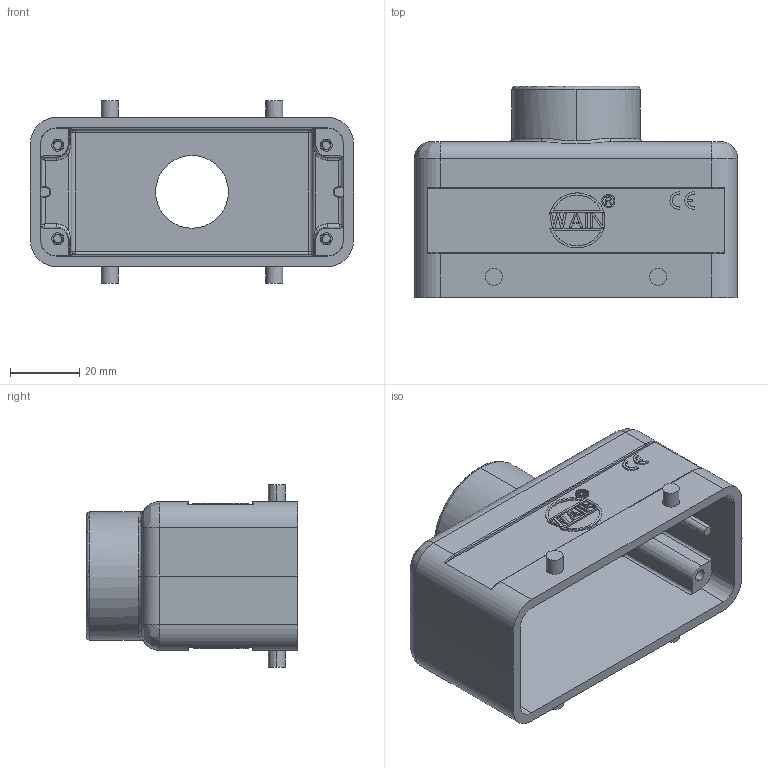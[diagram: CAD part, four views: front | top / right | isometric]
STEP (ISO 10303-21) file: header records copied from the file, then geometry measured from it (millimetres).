
FILE_DESCRIPTION((''),'2;1');
FILE_NAME('S_H16B-MTE-0B-M25_','2024-04-02T',('13449'),(''),'PRO/ENGINEER BY PARAMETRIC TECHNOLOGY CORPORATION, 2012480','PRO/ENGINEER BY PARAMETRIC TECHNOLOGY CORPORATION, 2012480','');
FILE_SCHEMA(('CONFIG_CONTROL_DESIGN'));
Length unit declared in the file: millimetre
Products named in the file (1): S_H16B-MTE-0B-M25_
Bounding box: 93.5 x 61 x 52.8 mm (x, y, z)
Volume: 59200.6 mm3; surface area: 32716 mm2
Topology: 1 solids, 1 shells, 384 faces, 966 edges, 618 vertices
Faces by surface type: plane 229, cylinder 63, cone 34, torus 22, bspline 22, extrusion 8, sphere 6
Entity records: 12673 total; most frequent: CARTESIAN_POINT 3517, ORIENTED_EDGE 1916, DIRECTION 1816, EDGE_CURVE 958, VECTOR 652, LINE 644, VERTEX_POINT 618, AXIS2_PLACEMENT_3D 582
